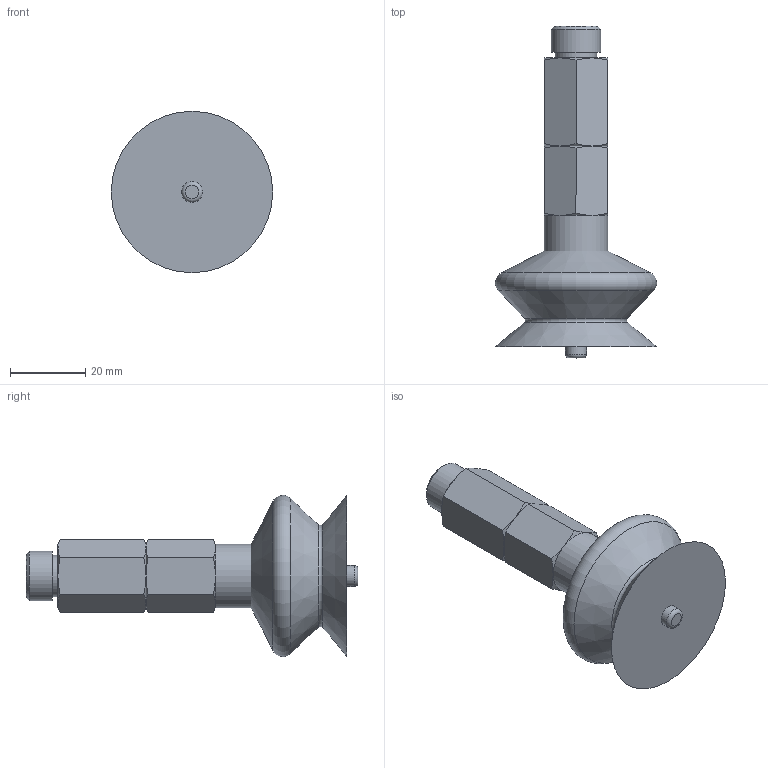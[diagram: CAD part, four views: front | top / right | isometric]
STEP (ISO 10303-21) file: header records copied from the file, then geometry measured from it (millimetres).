
FILE_DESCRIPTION(/* description */ (''),/* implementation_level */ '2;1');
FILE_NAME(/* name */ 'vf43nit_racval1a.stp',/* time_stamp */ '2021-04-08T09:52:21+02:00',/* author */ ('josepm'),/* organization */ (''),/* preprocessor_version */ 'ST-DEVELOPER v17.2',/* originating_system */ 'Autodesk Inventor 2019',/* authorisation */ '');
FILE_SCHEMA (('AUTOMOTIVE_DESIGN { 1 0 10303 214 3 1 1 }'));
Length unit declared in the file: millimetre
Products named in the file (1): Pieza10
Bounding box: 43 x 88.5 x 43 mm (x, y, z)
Volume: 37911.5 mm3; surface area: 9567.1 mm2
Topology: 1 solids, 1 shells, 55 faces, 126 edges, 77 vertices
Faces by surface type: cone 29, plane 18, cylinder 5, torus 3
Full cylindrical faces by diameter (mm): 5.6 x1, 7 x1, 11 x1, 13.14 x1, 17 x1
Entity records: 1614 total; most frequent: CARTESIAN_POINT 355, ORIENTED_EDGE 252, DIRECTION 246, EDGE_CURVE 126, AXIS2_PLACEMENT_3D 112, VERTEX_POINT 77, EDGE_LOOP 59, CIRCLE 56
